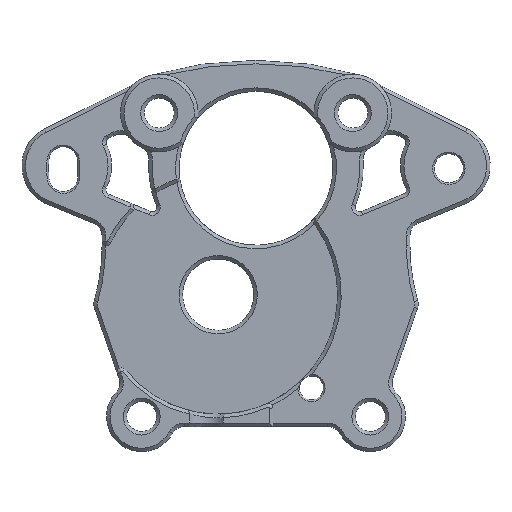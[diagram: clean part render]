
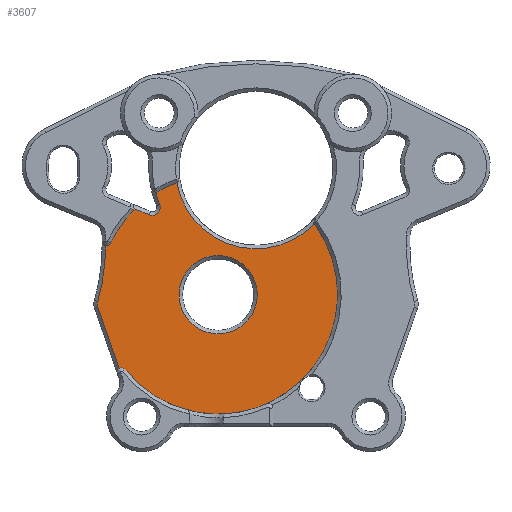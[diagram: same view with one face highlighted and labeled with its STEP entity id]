
A CAD part, left-side view. The second image highlights one B-rep face of the part: STEP entity #3607.
In plain terms, the highlighted planar face has unit normal (-1, 0, 0).
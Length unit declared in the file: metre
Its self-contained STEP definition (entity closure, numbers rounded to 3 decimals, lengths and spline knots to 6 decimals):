
#216=CIRCLE('',#3849,0.0011);
#224=CIRCLE('',#3863,0.0005);
#232=CIRCLE('',#3876,0.0229);
#247=CIRCLE('',#3904,0.0005);
#323=CIRCLE('',#4019,0.013589);
#328=CIRCLE('',#4033,0.00445);
#352=CIRCLE('',#4072,0.013589);
#353=CIRCLE('',#4074,0.013589);
#354=CIRCLE('',#4076,0.00915);
#355=CIRCLE('',#4077,0.0118);
#356=CIRCLE('',#4078,0.0009);
#1050=ORIENTED_EDGE('',*,*,#1923,.T.);
#1051=ORIENTED_EDGE('',*,*,#1968,.T.);
#1052=ORIENTED_EDGE('',*,*,#1961,.T.);
#1053=ORIENTED_EDGE('',*,*,#1969,.T.);
#1054=ORIENTED_EDGE('',*,*,#1970,.T.);
#1055=ORIENTED_EDGE('',*,*,#1971,.T.);
#1056=ORIENTED_EDGE('',*,*,#1972,.T.);
#1057=ORIENTED_EDGE('',*,*,#1973,.T.);
#1058=ORIENTED_EDGE('',*,*,#1966,.T.);
#1059=ORIENTED_EDGE('',*,*,#1782,.F.);
#1060=ORIENTED_EDGE('',*,*,#1742,.T.);
#1061=ORIENTED_EDGE('',*,*,#1737,.T.);
#1062=ORIENTED_EDGE('',*,*,#1696,.T.);
#1063=ORIENTED_EDGE('',*,*,#1691,.T.);
#1064=ORIENTED_EDGE('',*,*,#1716,.F.);
#1065=ORIENTED_EDGE('',*,*,#1929,.T.);
#1691=EDGE_CURVE('',#2224,#2222,#2454,.T.);
#1696=EDGE_CURVE('',#2226,#2224,#216,.T.);
#1716=EDGE_CURVE('',#2242,#2222,#224,.T.);
#1737=EDGE_CURVE('',#2261,#2226,#232,.T.);
#1742=EDGE_CURVE('',#2264,#2261,#2474,.T.);
#1782=EDGE_CURVE('',#2264,#2296,#247,.T.);
#1923=EDGE_CURVE('',#2242,#2387,#323,.T.);
#1929=EDGE_CURVE('',#2388,#2388,#328,.T.);
#1961=EDGE_CURVE('',#2407,#2408,#352,.T.);
#1966=EDGE_CURVE('',#2411,#2296,#353,.T.);
#1968=EDGE_CURVE('',#2387,#2407,#354,.F.);
#1969=EDGE_CURVE('',#2408,#2412,#2566,.T.);
#1970=EDGE_CURVE('',#2412,#2413,#355,.T.);
#1971=EDGE_CURVE('',#2413,#2414,#356,.F.);
#1972=EDGE_CURVE('',#2414,#2415,#2567,.T.);
#1973=EDGE_CURVE('',#2415,#2411,#2568,.F.);
#2222=VERTEX_POINT('',#5716);
#2224=VERTEX_POINT('',#5719);
#2226=VERTEX_POINT('',#5725);
#2242=VERTEX_POINT('',#5779);
#2261=VERTEX_POINT('',#5851);
#2264=VERTEX_POINT('',#5858);
#2296=VERTEX_POINT('',#6218);
#2387=VERTEX_POINT('',#6500);
#2388=VERTEX_POINT('',#6517);
#2407=VERTEX_POINT('',#6589);
#2408=VERTEX_POINT('',#6590);
#2411=VERTEX_POINT('',#6605);
#2412=VERTEX_POINT('',#6610);
#2413=VERTEX_POINT('',#6612);
#2414=VERTEX_POINT('',#6614);
#2415=VERTEX_POINT('',#6616);
#2454=LINE('',#5718,#2694);
#2474=LINE('',#5860,#2714);
#2566=LINE('',#6609,#2806);
#2567=LINE('',#6615,#2807);
#2568=LINE('',#6617,#2808);
#2694=VECTOR('',#4451,1.);
#2714=VECTOR('',#4537,1.);
#2806=VECTOR('',#5023,1.);
#2807=VECTOR('',#5028,1.);
#2808=VECTOR('',#5029,1.);
#3041=EDGE_LOOP('',(#1050,#1051,#1052,#1053,#1054,#1055,#1056,#1057,#1058,
#1059,#1060,#1061,#1062,#1063,#1064));
#3042=EDGE_LOOP('',(#1065));
#3313=FACE_BOUND('',#3041,.T.);
#3314=FACE_BOUND('',#3042,.T.);
#3469=PLANE('',#4075);
#3607=ADVANCED_FACE('',(#3313,#3314),#3469,.T.);
#3849=AXIS2_PLACEMENT_3D('',#5728,#4459,#4460);
#3863=AXIS2_PLACEMENT_3D('',#5780,#4496,#4497);
#3876=AXIS2_PLACEMENT_3D('',#5850,#4527,#4528);
#3904=AXIS2_PLACEMENT_3D('',#6222,#4605,#4606);
#4019=AXIS2_PLACEMENT_3D('',#6501,#4897,#4898);
#4033=AXIS2_PLACEMENT_3D('',#6516,#4926,#4927);
#4072=AXIS2_PLACEMENT_3D('',#6588,#5010,#5011);
#4074=AXIS2_PLACEMENT_3D('',#6604,#5016,#5017);
#4075=AXIS2_PLACEMENT_3D('',#6607,#5019,#5020);
#4076=AXIS2_PLACEMENT_3D('',#6608,#5021,#5022);
#4077=AXIS2_PLACEMENT_3D('',#6611,#5024,#5025);
#4078=AXIS2_PLACEMENT_3D('',#6613,#5026,#5027);
#4451=DIRECTION('',(0.,-0.33,-0.944));
#4459=DIRECTION('',(-1.,0.,0.));
#4460=DIRECTION('',(0.,0.,-1.));
#4496=DIRECTION('',(-1.,0.,0.));
#4497=DIRECTION('',(0.,0.,-1.));
#4527=DIRECTION('',(1.,0.,0.));
#4528=DIRECTION('',(0.,0.,-1.));
#4537=DIRECTION('',(0.,0.,-1.));
#4605=DIRECTION('',(-1.,0.,0.));
#4606=DIRECTION('',(0.,0.,-1.));
#4897=DIRECTION('',(-1.,0.,0.));
#4898=DIRECTION('',(0.,0.,-1.));
#4926=DIRECTION('',(1.,0.,0.));
#4927=DIRECTION('',(0.,0.,-1.));
#5010=DIRECTION('',(-1.,0.,0.));
#5011=DIRECTION('',(0.,0.,-1.));
#5016=DIRECTION('',(-1.,0.,0.));
#5017=DIRECTION('',(0.,0.,-1.));
#5019=DIRECTION('',(-1.,0.,0.));
#5020=DIRECTION('',(0.,0.,-1.));
#5021=DIRECTION('',(-1.,0.,0.));
#5022=DIRECTION('',(0.,-1.,0.));
#5023=DIRECTION('',(0.,0.92,0.391));
#5024=DIRECTION('',(-1.,0.,0.));
#5025=DIRECTION('',(0.,-1.,0.));
#5026=DIRECTION('',(-1.,0.,0.));
#5027=DIRECTION('',(0.,-1.,0.));
#5028=DIRECTION('',(0.,0.924,0.382));
#5029=DIRECTION('',(0.,0.194,0.981));
#5716=CARTESIAN_POINT('',(0.011081,0.012222,0.041549));
#5718=CARTESIAN_POINT('',(0.011081,0.013612,0.045531));
#5719=CARTESIAN_POINT('',(0.011081,0.014651,0.048506));
#5725=CARTESIAN_POINT('',(0.011081,0.01467,0.049172));
#5728=CARTESIAN_POINT('',(0.011081,0.013613,0.048869));
#5779=CARTESIAN_POINT('',(0.011081,0.011576,0.041432));
#5780=CARTESIAN_POINT('',(0.011081,0.011966,0.041119));
#5850=CARTESIAN_POINT('',(0.011081,0.036681,0.055492));
#5851=CARTESIAN_POINT('',(0.011081,0.013781,0.055492));
#5858=CARTESIAN_POINT('',(0.011081,0.013781,0.055551));
#5860=CARTESIAN_POINT('',(0.011081,0.013781,0.049941));
#6218=CARTESIAN_POINT('',(0.011081,0.01323,0.055825));
#6222=CARTESIAN_POINT('',(0.011081,0.013681,0.056041));
#6500=CARTESIAN_POINT('',(0.011081,-0.009953,0.05801));
#6501=CARTESIAN_POINT('',(0.011081,0.000981,0.049941));
#6516=CARTESIAN_POINT('',(0.011081,0.000981,0.049941));
#6517=CARTESIAN_POINT('',(0.011081,0.000981,0.045491));
#6588=CARTESIAN_POINT('',(0.011081,0.000981,0.049941));
#6589=CARTESIAN_POINT('',(0.011081,0.005686,0.062689));
#6590=CARTESIAN_POINT('',(0.011081,0.007973,0.061593));
#6604=CARTESIAN_POINT('',(0.011081,0.000981,0.049941));
#6605=CARTESIAN_POINT('',(0.011081,0.010559,0.05958));
#6607=CARTESIAN_POINT('',(0.011081,0.000981,0.049941));
#6608=CARTESIAN_POINT('',(0.011081,-0.003319,0.064311));
#6609=CARTESIAN_POINT('',(0.011081,0.008568,0.061846));
#6610=CARTESIAN_POINT('',(0.011081,0.008109,0.061651));
#6611=CARTESIAN_POINT('',(0.011081,-0.003319,0.064591));
#6612=CARTESIAN_POINT('',(0.011081,0.00763,0.060191));
#6613=CARTESIAN_POINT('',(0.011081,0.008465,0.059855));
#6614=CARTESIAN_POINT('',(0.011081,0.008809,0.059024));
#6615=CARTESIAN_POINT('',(0.011081,0.010272,0.059629));
#6616=CARTESIAN_POINT('',(0.011081,0.010595,0.059762));
#6617=CARTESIAN_POINT('',(0.011081,0.010559,0.05958));
